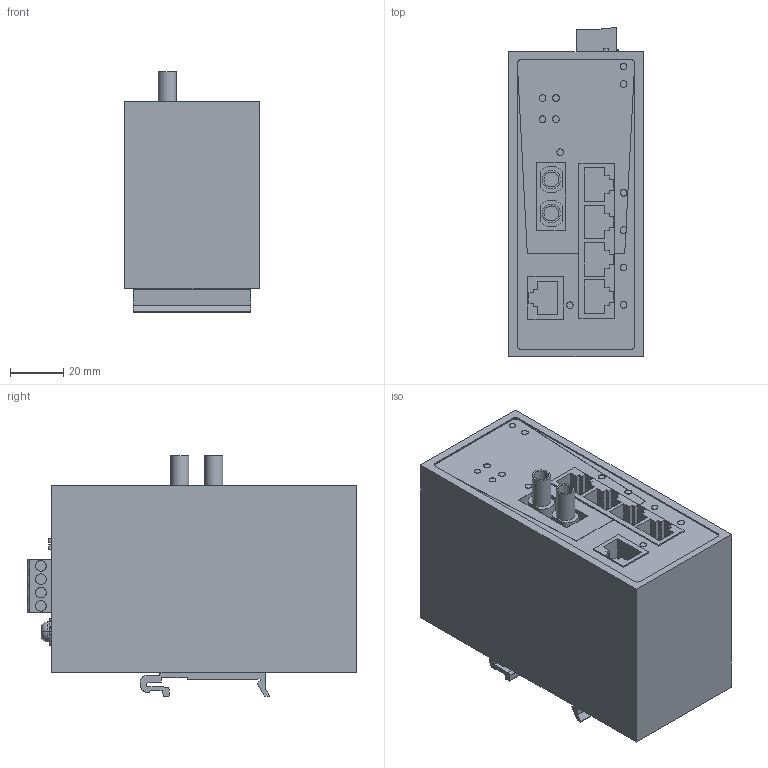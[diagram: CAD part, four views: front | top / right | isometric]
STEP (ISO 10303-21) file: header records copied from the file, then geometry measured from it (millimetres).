
FILE_DESCRIPTION(('CATIA V5 STEP Exchange','CAx-IF Rec.Pracs.--- Model Styling and Organization---1.4--- 2014-01-23'),'2;1');
FILE_NAME ('8901711_6_1504270000_S3D_IE_SW_BL06_BL06T_1TX_4POE_1ST.stp','2019-11-25T13:33:09+00:00',('none'),('Weidmueller'),'CATIA Version 5-6 Release 2016 SP3 HF44','CATIA V5 STEP AP214','none');
FILE_SCHEMA(('AUTOMOTIVE_DESIGN { 1 0 10303 214 1 1 1 1 }'));
Length unit declared in the file: millimetre
Products named in the file (1): 1504270000
Bounding box: 50.3 x 123.05 x 90.01 mm (x, y, z)
Volume: 402001 mm3; surface area: 60056.1 mm2
Topology: 27 solids, 27 shells, 516 faces, 1266 edges, 844 vertices
Faces by surface type: plane 347, cylinder 162, extrusion 5, torus 2
Entity records: 15889 total; most frequent: CARTESIAN_POINT 3548, ORIENTED_EDGE 2532, DIRECTION 2047, EDGE_CURVE 1266, VECTOR 911, LINE 906, VERTEX_POINT 844, AXIS2_PLACEMENT_3D 697
